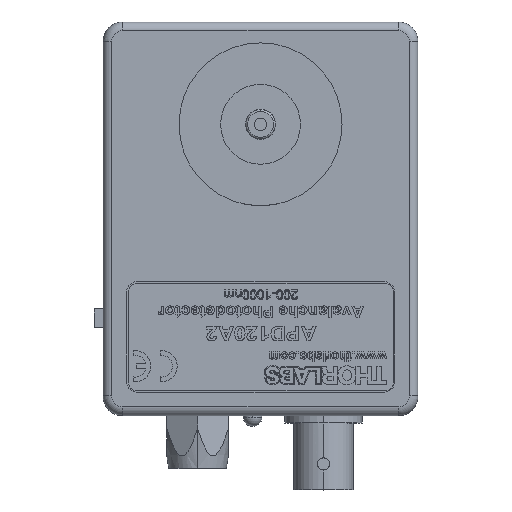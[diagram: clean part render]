
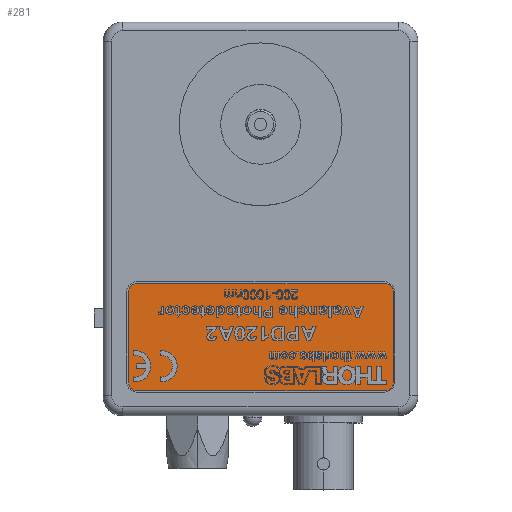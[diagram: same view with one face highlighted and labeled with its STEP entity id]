
A CAD part, top view. The second image highlights one B-rep face of the part: STEP entity #281.
In plain terms, the highlighted face is planar.
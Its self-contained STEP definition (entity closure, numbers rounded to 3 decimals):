
#281 = ADVANCED_FACE ( 'NONE', ( #85962 ), #89115, .F. ) ;
#3743 = LINE ( 'NONE', #6392, #3762 ) ;
#3762 = VECTOR ( 'NONE', #6397, 1000. ) ;
#3769 = LINE ( 'NONE', #6406, #3772 ) ;
#3772 = VECTOR ( 'NONE', #6407, 1000. ) ;
#3777 = LINE ( 'NONE', #6413, #3780 ) ;
#3780 = VECTOR ( 'NONE', #6414, 1000. ) ;
#3785 = LINE ( 'NONE', #6425, #3788 ) ;
#3788 = VECTOR ( 'NONE', #6428, 1000. ) ;
#3789 = CIRCLE ( 'NONE', #92691, 1.27 ) ;
#3791 = CIRCLE ( 'NONE', #92692, 1.27 ) ;
#3792 = CIRCLE ( 'NONE', #92695, 1.27 ) ;
#3880 = CIRCLE ( 'NONE', #92743, 1.27 ) ;
#6392 = CARTESIAN_POINT ( 'NONE',  ( 0., 0.25, 0. ) ) ;
#6397 = DIRECTION ( 'NONE',  ( 0., 0., 1. ) ) ;
#6406 = CARTESIAN_POINT ( 'NONE',  ( 0., 0.25, 0. ) ) ;
#6407 = DIRECTION ( 'NONE',  ( 1., 0., 0. ) ) ;
#6413 = CARTESIAN_POINT ( 'NONE',  ( 42.672, 0.25, 0. ) ) ;
#6414 = DIRECTION ( 'NONE',  ( 0., 0., -1. ) ) ;
#6425 = CARTESIAN_POINT ( 'NONE',  ( 0., 0.25, -17.272 ) ) ;
#6428 = DIRECTION ( 'NONE',  ( -1., 0., 0. ) ) ;
#6432 = CARTESIAN_POINT ( 'NONE',  ( 1.27, 0.25, -16.002 ) ) ;
#6433 = DIRECTION ( 'NONE',  ( 0., 1., 0. ) ) ;
#6434 = DIRECTION ( 'NONE',  ( 0., 0., -1. ) ) ;
#6437 = CARTESIAN_POINT ( 'NONE',  ( 1.27, 0.25, -1.27 ) ) ;
#6438 = DIRECTION ( 'NONE',  ( 0., 1., 0. ) ) ;
#6439 = DIRECTION ( 'NONE',  ( 0., 0., -1. ) ) ;
#6441 = CARTESIAN_POINT ( 'NONE',  ( 41.402, 0.25, -1.27 ) ) ;
#6442 = DIRECTION ( 'NONE',  ( 0., 1., 0. ) ) ;
#6443 = DIRECTION ( 'NONE',  ( 0., 0., -1. ) ) ;
#6614 = CARTESIAN_POINT ( 'NONE',  ( 41.402, 0.25, -16.002 ) ) ;
#6616 = DIRECTION ( 'NONE',  ( 0., 1., 0. ) ) ;
#6618 = DIRECTION ( 'NONE',  ( 0., 0., -1. ) ) ;
#30628 = EDGE_CURVE ( 'NONE', #74590, #74595, #3743, .T. ) ;
#30633 = EDGE_CURVE ( 'NONE', #74604, #74606, #3769, .T. ) ;
#30637 = EDGE_CURVE ( 'NONE', #74610, #74612, #3777, .T. ) ;
#30641 = EDGE_CURVE ( 'NONE', #74616, #74618, #3785, .T. ) ;
#30643 = EDGE_CURVE ( 'NONE', #74618, #74590, #3789, .T. ) ;
#30644 = EDGE_CURVE ( 'NONE', #74595, #74604, #3791, .T. ) ;
#30645 = EDGE_CURVE ( 'NONE', #74606, #74610, #3792, .T. ) ;
#30700 = EDGE_CURVE ( 'NONE', #74612, #74616, #3880, .T. ) ;
#32434 = ORIENTED_EDGE ( 'NONE', *, *, #30641, .T. ) ;
#32436 = ORIENTED_EDGE ( 'NONE', *, *, #30643, .T. ) ;
#32439 = ORIENTED_EDGE ( 'NONE', *, *, #30628, .T. ) ;
#32441 = ORIENTED_EDGE ( 'NONE', *, *, #30644, .T. ) ;
#32443 = ORIENTED_EDGE ( 'NONE', *, *, #30633, .T. ) ;
#32445 = ORIENTED_EDGE ( 'NONE', *, *, #30645, .T. ) ;
#32446 = ORIENTED_EDGE ( 'NONE', *, *, #30637, .T. ) ;
#32448 = ORIENTED_EDGE ( 'NONE', *, *, #30700, .T. ) ;
#37910 = EDGE_LOOP ( 'NONE', ( #32434, #32436, #32439, #32441, #32443, #32445, #32446, #32448 ) ) ;
#61771 = AXIS2_PLACEMENT_3D ( 'NONE', #89108, #89117, #89118 ) ;
#74590 = VERTEX_POINT ( 'NONE', #76525 ) ;
#74595 = VERTEX_POINT ( 'NONE', #76528 ) ;
#74604 = VERTEX_POINT ( 'NONE', #76534 ) ;
#74606 = VERTEX_POINT ( 'NONE', #76535 ) ;
#74610 = VERTEX_POINT ( 'NONE', #76538 ) ;
#74612 = VERTEX_POINT ( 'NONE', #76539 ) ;
#74616 = VERTEX_POINT ( 'NONE', #76542 ) ;
#74618 = VERTEX_POINT ( 'NONE', #76543 ) ;
#76525 = CARTESIAN_POINT ( 'NONE',  ( 0., 0.25, -16.002 ) ) ;
#76528 = CARTESIAN_POINT ( 'NONE',  ( 0., 0.25, -1.27 ) ) ;
#76534 = CARTESIAN_POINT ( 'NONE',  ( 1.27, 0.25, 0. ) ) ;
#76535 = CARTESIAN_POINT ( 'NONE',  ( 41.402, 0.25, 0. ) ) ;
#76538 = CARTESIAN_POINT ( 'NONE',  ( 42.672, 0.25, -1.27 ) ) ;
#76539 = CARTESIAN_POINT ( 'NONE',  ( 42.672, 0.25, -16.002 ) ) ;
#76542 = CARTESIAN_POINT ( 'NONE',  ( 41.402, 0.25, -17.272 ) ) ;
#76543 = CARTESIAN_POINT ( 'NONE',  ( 1.27, 0.25, -17.272 ) ) ;
#85962 = FACE_OUTER_BOUND ( 'NONE', #37910, .T. ) ;
#89108 = CARTESIAN_POINT ( 'NONE',  ( 0., 0.25, -17.272 ) ) ;
#89115 = PLANE ( 'NONE',  #61771 ) ;
#89117 = DIRECTION ( 'NONE',  ( 0., -1., 0. ) ) ;
#89118 = DIRECTION ( 'NONE',  ( 0., 0., -1. ) ) ;
#92691 = AXIS2_PLACEMENT_3D ( 'NONE', #6432, #6433, #6434 ) ;
#92692 = AXIS2_PLACEMENT_3D ( 'NONE', #6437, #6438, #6439 ) ;
#92695 = AXIS2_PLACEMENT_3D ( 'NONE', #6441, #6442, #6443 ) ;
#92743 = AXIS2_PLACEMENT_3D ( 'NONE', #6614, #6616, #6618 ) ;
